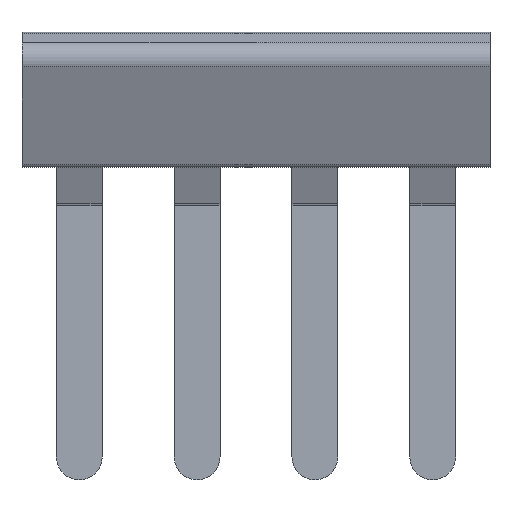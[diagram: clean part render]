
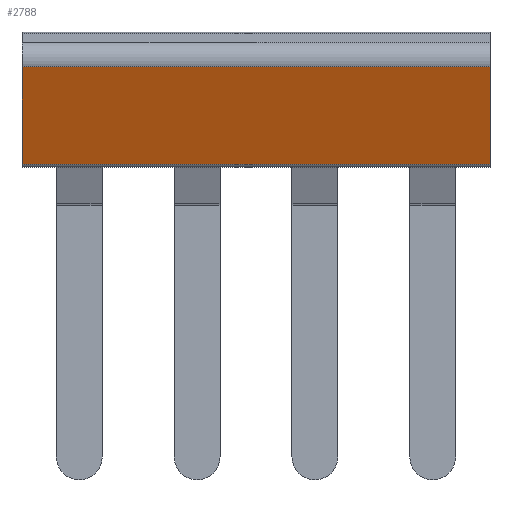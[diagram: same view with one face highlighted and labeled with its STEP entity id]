
A CAD part, front view. The second image highlights one B-rep face of the part: STEP entity #2788.
In plain terms, the highlighted planar face has unit normal (0, -0.927, -0.375).
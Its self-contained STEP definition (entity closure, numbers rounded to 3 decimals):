
#2761=AXIS2_PLACEMENT_3D('Plane Axis2P3D',#2758,#2759,#2760) ;
#2736=CARTESIAN_POINT('Vertex',(0.,0.058,18.022)) ;
#2739=CARTESIAN_POINT('Line Origine',(10.21,0.058,18.022)) ;
#2743=CARTESIAN_POINT('Vertex',(20.42,0.058,18.022)) ;
#2758=CARTESIAN_POINT('Axis2P3D Location',(0.,1.779,13.763)) ;
#2763=CARTESIAN_POINT('Line Origine',(0.,0.919,15.893)) ;
#2767=CARTESIAN_POINT('Vertex',(0.,1.779,13.763)) ;
#2770=CARTESIAN_POINT('Line Origine',(10.21,1.779,13.763)) ;
#2774=CARTESIAN_POINT('Vertex',(20.42,1.779,13.763)) ;
#2777=CARTESIAN_POINT('Line Origine',(20.42,0.919,15.893)) ;
#2740=DIRECTION('Vector Direction',(1.,0.,0.)) ;
#2759=DIRECTION('Axis2P3D Direction',(0.,0.927,0.375)) ;
#2760=DIRECTION('Axis2P3D XDirection',(0.,-0.375,0.927)) ;
#2764=DIRECTION('Vector Direction',(0.,-0.375,0.927)) ;
#2771=DIRECTION('Vector Direction',(1.,0.,0.)) ;
#2778=DIRECTION('Vector Direction',(0.,-0.375,0.927)) ;
#2741=VECTOR('Line Direction',#2740,1.) ;
#2765=VECTOR('Line Direction',#2764,1.) ;
#2772=VECTOR('Line Direction',#2771,1.) ;
#2779=VECTOR('Line Direction',#2778,1.) ;
#2783=ORIENTED_EDGE('',*,*,#2745,.F.) ;
#2784=ORIENTED_EDGE('',*,*,#2769,.T.) ;
#2785=ORIENTED_EDGE('',*,*,#2776,.T.) ;
#2786=ORIENTED_EDGE('',*,*,#2781,.F.) ;
#2788=ADVANCED_FACE('ISPF QB PVC.1\\ISGF',(#2787),#2762,.F.) ;
#2745=EDGE_CURVE('',#2737,#2744,#2742,.T.) ;
#2769=EDGE_CURVE('',#2737,#2768,#2766,.F.) ;
#2776=EDGE_CURVE('',#2768,#2775,#2773,.T.) ;
#2781=EDGE_CURVE('',#2744,#2775,#2780,.F.) ;
#2782=EDGE_LOOP('',(#2783,#2784,#2785,#2786)) ;
#2787=FACE_OUTER_BOUND('',#2782,.T.) ;
#2742=LINE('Line',#2739,#2741) ;
#2766=LINE('Line',#2763,#2765) ;
#2773=LINE('Line',#2770,#2772) ;
#2780=LINE('Line',#2777,#2779) ;
#2762=PLANE('',#2761) ;
#2737=VERTEX_POINT('',#2736) ;
#2744=VERTEX_POINT('',#2743) ;
#2768=VERTEX_POINT('',#2767) ;
#2775=VERTEX_POINT('',#2774) ;
